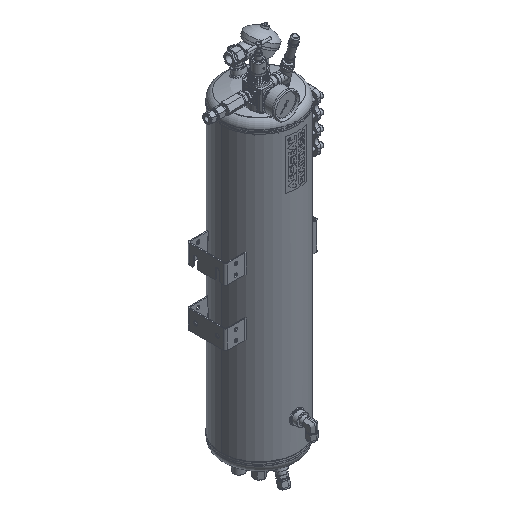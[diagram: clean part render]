
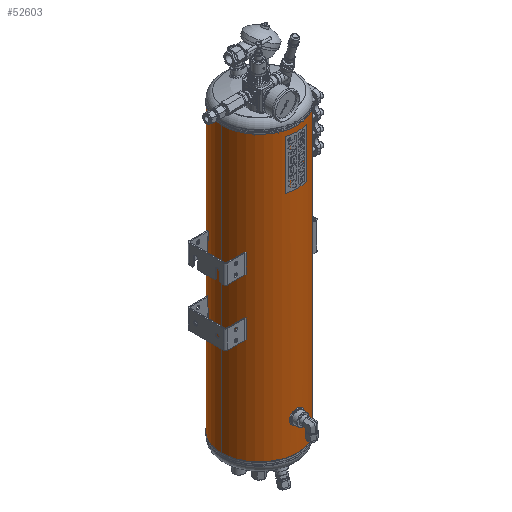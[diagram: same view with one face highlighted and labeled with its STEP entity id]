
A CAD part, isometric view. The second image highlights one B-rep face of the part: STEP entity #52603.
In plain terms, the highlighted cylindrical face has radius 100 mm (diameter 200 mm), a partial arc.
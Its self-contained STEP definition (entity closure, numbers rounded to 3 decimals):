
#3221=B_SPLINE_CURVE_WITH_KNOTS('',3,(#81872,#81873,#81874,#81875,#81876,
#81877,#81878,#81879,#81880,#81881,#81882),.UNSPECIFIED.,.T.,.F.,(1,1,1,
1,1,1,1,1,1,1,1,1,1,1,1),(-0.012,-0.008,-0.004,
0.,0.004,0.008,0.012,0.016,
0.02,0.023,0.027,0.031,
0.035,0.039,0.043),.UNSPECIFIED.);
#3222=B_SPLINE_CURVE_WITH_KNOTS('',3,(#81884,#81885,#81886,#81887,#81888,
#81889,#81890,#81891,#81892,#81893,#81894),.UNSPECIFIED.,.T.,.F.,(1,1,1,
1,1,1,1,1,1,1,1,1,1,1,1),(-0.012,-0.008,-0.004,
0.,0.004,0.008,0.012,0.016,
0.02,0.023,0.027,0.031,
0.035,0.039,0.043),.UNSPECIFIED.);
#3223=B_SPLINE_CURVE_WITH_KNOTS('',3,(#81896,#81897,#81898,#81899,#81900,
#81901,#81902,#81903,#81904,#81905,#81906,#81907,#81908,#81909,#81910,#81911,
#81912,#81913,#81914),.UNSPECIFIED.,.T.,.F.,(1,1,1,1,1,1,1,1,1,1,1,1,1,
1,1,1,1,1,1,1,1,1,1),(-0.018,-0.012,-0.006,
0.,0.006,0.012,0.018,
0.023,0.029,0.035,0.041,
0.047,0.053,0.059,0.065,
0.07,0.076,0.082,0.088,
0.094,0.1,0.106,0.112),
 .UNSPECIFIED.);
#5523=LINE('',#81916,#8905);
#5524=LINE('',#81921,#8906);
#8905=VECTOR('',#67731,1000.);
#8906=VECTOR('',#67734,1000.);
#12292=ORIENTED_EDGE('',*,*,#28102,.T.);
#12293=ORIENTED_EDGE('',*,*,#28103,.T.);
#12294=ORIENTED_EDGE('',*,*,#28104,.T.);
#12295=ORIENTED_EDGE('',*,*,#28105,.T.);
#12296=ORIENTED_EDGE('',*,*,#28106,.T.);
#12297=ORIENTED_EDGE('',*,*,#28107,.F.);
#12298=ORIENTED_EDGE('',*,*,#28108,.F.);
#28102=EDGE_CURVE('',#36007,#36007,#3221,.T.);
#28103=EDGE_CURVE('',#36008,#36008,#3222,.T.);
#28104=EDGE_CURVE('',#36009,#36009,#3223,.T.);
#28105=EDGE_CURVE('',#36010,#36011,#5523,.T.);
#28106=EDGE_CURVE('',#36011,#36012,#41536,.T.);
#28107=EDGE_CURVE('',#36013,#36012,#5524,.T.);
#28108=EDGE_CURVE('',#36010,#36013,#41537,.T.);
#36007=VERTEX_POINT('',#81883);
#36008=VERTEX_POINT('',#81895);
#36009=VERTEX_POINT('',#81915);
#36010=VERTEX_POINT('',#81917);
#36011=VERTEX_POINT('',#81918);
#36012=VERTEX_POINT('',#81920);
#36013=VERTEX_POINT('',#81922);
#41536=CIRCLE('',#62366,100.);
#41537=CIRCLE('',#62367,100.);
#43386=EDGE_LOOP('',(#12292));
#43387=EDGE_LOOP('',(#12293));
#43388=EDGE_LOOP('',(#12294));
#43389=EDGE_LOOP('',(#12295,#12296,#12297,#12298));
#47582=FACE_BOUND('',#43386,.T.);
#47583=FACE_BOUND('',#43387,.T.);
#47584=FACE_BOUND('',#43388,.T.);
#47585=FACE_BOUND('',#43389,.T.);
#51776=CYLINDRICAL_SURFACE('',#62365,100.);
#52603=ADVANCED_FACE('',(#47582,#47583,#47584,#47585),#51776,.T.);
#62365=AXIS2_PLACEMENT_3D('',#81871,#67729,#67730);
#62366=AXIS2_PLACEMENT_3D('',#81919,#67732,#67733);
#62367=AXIS2_PLACEMENT_3D('',#81923,#67735,#67736);
#67729=DIRECTION('',(0.,-1.,0.));
#67730=DIRECTION('',(0.,0.,-1.));
#67731=DIRECTION('',(0.,-1.,0.));
#67732=DIRECTION('',(0.,1.,0.));
#67733=DIRECTION('',(1.,0.,0.));
#67734=DIRECTION('',(0.,-1.,0.));
#67735=DIRECTION('',(0.,1.,0.));
#67736=DIRECTION('',(1.,0.,0.));
#81871=CARTESIAN_POINT('',(0.,750.,0.));
#81872=CARTESIAN_POINT('',(-3.915,48.922,-99.938));
#81873=CARTESIAN_POINT('',(-5.542,44.999,-99.844));
#81874=CARTESIAN_POINT('',(-3.916,41.082,-99.938));
#81875=CARTESIAN_POINT('',(-0.004,39.46,-100.031));
#81876=CARTESIAN_POINT('',(3.917,41.079,-99.938));
#81877=CARTESIAN_POINT('',(5.54,44.999,-99.844));
#81878=CARTESIAN_POINT('',(3.922,48.913,-99.937));
#81879=CARTESIAN_POINT('',(0.006,50.541,-100.031));
#81880=CARTESIAN_POINT('',(-3.915,48.922,-99.938));
#81881=CARTESIAN_POINT('',(-5.542,44.999,-99.844));
#81882=CARTESIAN_POINT('',(-3.916,41.082,-99.938));
#81883=CARTESIAN_POINT('',(-5.,45.,-99.875));
#81884=CARTESIAN_POINT('',(-3.915,158.922,-99.938));
#81885=CARTESIAN_POINT('',(-5.542,154.999,-99.844));
#81886=CARTESIAN_POINT('',(-3.916,151.082,-99.938));
#81887=CARTESIAN_POINT('',(-0.004,149.46,-100.031));
#81888=CARTESIAN_POINT('',(3.917,151.079,-99.938));
#81889=CARTESIAN_POINT('',(5.54,154.999,-99.844));
#81890=CARTESIAN_POINT('',(3.922,158.913,-99.937));
#81891=CARTESIAN_POINT('',(0.006,160.541,-100.031));
#81892=CARTESIAN_POINT('',(-3.915,158.922,-99.938));
#81893=CARTESIAN_POINT('',(-5.542,154.999,-99.844));
#81894=CARTESIAN_POINT('',(-3.916,151.082,-99.938));
#81895=CARTESIAN_POINT('',(-5.,155.,-99.875));
#81896=CARTESIAN_POINT('',(-98.994,672.42,14.208));
#81897=CARTESIAN_POINT('',(-98.806,666.495,15.395));
#81898=CARTESIAN_POINT('',(-98.993,660.6,14.214));
#81899=CARTESIAN_POINT('',(-99.436,655.617,10.88));
#81900=CARTESIAN_POINT('',(-99.878,652.286,5.9));
#81901=CARTESIAN_POINT('',(-100.061,651.109,0.009));
#81902=CARTESIAN_POINT('',(-99.879,652.279,-5.887));
#81903=CARTESIAN_POINT('',(-99.437,655.615,-10.879));
#81904=CARTESIAN_POINT('',(-98.992,660.601,-14.215));
#81905=CARTESIAN_POINT('',(-98.807,666.494,-15.391));
#81906=CARTESIAN_POINT('',(-98.992,672.387,-14.219));
#81907=CARTESIAN_POINT('',(-99.435,677.371,-10.892));
#81908=CARTESIAN_POINT('',(-99.877,680.709,-5.914));
#81909=CARTESIAN_POINT('',(-100.061,681.893,-0.013));
#81910=CARTESIAN_POINT('',(-99.878,680.72,5.889));
#81911=CARTESIAN_POINT('',(-99.437,677.387,10.874));
#81912=CARTESIAN_POINT('',(-98.994,672.42,14.208));
#81913=CARTESIAN_POINT('',(-98.806,666.495,15.395));
#81914=CARTESIAN_POINT('',(-98.993,660.6,14.214));
#81915=CARTESIAN_POINT('',(-98.869,666.5,15.));
#81916=CARTESIAN_POINT('',(0.254,801.561,100.));
#81917=CARTESIAN_POINT('',(0.254,750.,100.));
#81918=CARTESIAN_POINT('',(0.254,0.,100.));
#81919=CARTESIAN_POINT('',(0.,0.,0.));
#81920=CARTESIAN_POINT('',(-0.254,0.,100.));
#81921=CARTESIAN_POINT('',(-0.254,801.561,100.));
#81922=CARTESIAN_POINT('',(-0.254,750.,100.));
#81923=CARTESIAN_POINT('',(0.,750.,0.));
